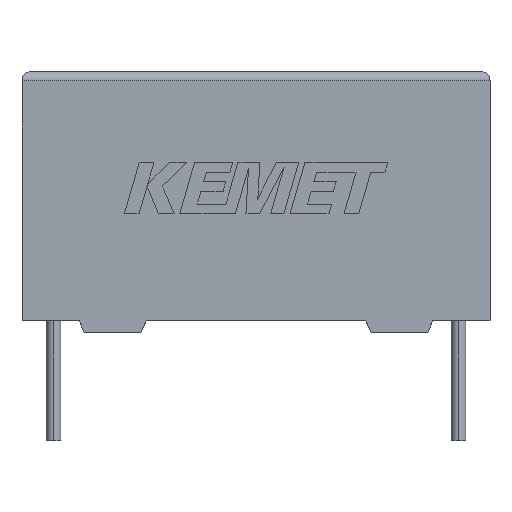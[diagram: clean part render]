
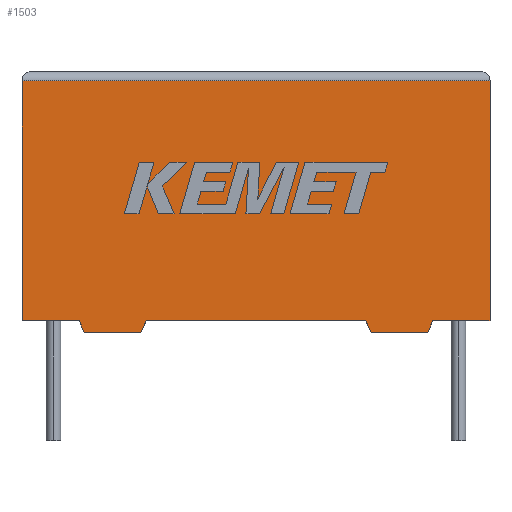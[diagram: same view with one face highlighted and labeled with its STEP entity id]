
A CAD part, top view. The second image highlights one B-rep face of the part: STEP entity #1503.
In plain terms, the highlighted planar face has unit normal (0, 0, 1).
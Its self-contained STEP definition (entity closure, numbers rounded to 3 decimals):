
#3 = VERTEX_POINT ( 'NONE', #1038 ) ;
#96 = CARTESIAN_POINT ( 'NONE',  ( 26., 0., 6.5 ) ) ;
#118 = DIRECTION ( 'NONE',  ( 1., 0., 0. ) ) ;
#186 = ORIENTED_EDGE ( 'NONE', *, *, #1780, .F. ) ;
#255 = EDGE_CURVE ( 'NONE', #1745, #266, #3107, .T. ) ;
#266 = VERTEX_POINT ( 'NONE', #3183 ) ;
#289 = EDGE_CURVE ( 'NONE', #3227, #1745, #2364, .T. ) ;
#301 = CARTESIAN_POINT ( 'NONE',  ( 19.405, -0.652, 6.5 ) ) ;
#303 = VECTOR ( 'NONE', #3120, 1000. ) ;
#360 = DIRECTION ( 'NONE',  ( -1., 0., 0. ) ) ;
#366 = CARTESIAN_POINT ( 'NONE',  ( 3.17, 0., 6.5 ) ) ;
#405 = ORIENTED_EDGE ( 'NONE', *, *, #428, .T. ) ;
#428 = EDGE_CURVE ( 'NONE', #2516, #1552, #2111, .T. ) ;
#458 = LINE ( 'NONE', #366, #1966 ) ;
#468 = VECTOR ( 'NONE', #2146, 1000. ) ;
#573 = LINE ( 'NONE', #1646, #303 ) ;
#607 = CARTESIAN_POINT ( 'NONE',  ( 0., 13.325, 6.5 ) ) ;
#614 = VERTEX_POINT ( 'NONE', #301 ) ;
#699 = EDGE_CURVE ( 'NONE', #3, #3227, #2388, .T. ) ;
#703 = ORIENTED_EDGE ( 'NONE', *, *, #289, .T. ) ;
#742 = LINE ( 'NONE', #3142, #2268 ) ;
#799 = EDGE_CURVE ( 'NONE', #2724, #1246, #573, .T. ) ;
#852 = PLANE ( 'NONE',  #2523 ) ;
#924 = CARTESIAN_POINT ( 'NONE',  ( 0., 13.325, 6.5 ) ) ;
#948 = DIRECTION ( 'NONE',  ( -1., 0., 0. ) ) ;
#963 = CARTESIAN_POINT ( 'NONE',  ( 6.895, 0., 6.5 ) ) ;
#1038 = CARTESIAN_POINT ( 'NONE',  ( 26., 13.325, 6.5 ) ) ;
#1074 = CARTESIAN_POINT ( 'NONE',  ( 22.53, -0.652, 6.5 ) ) ;
#1083 = VERTEX_POINT ( 'NONE', #1214 ) ;
#1093 = DIRECTION ( 'NONE',  ( 0., 0., -1. ) ) ;
#1107 = VERTEX_POINT ( 'NONE', #1972 ) ;
#1116 = VECTOR ( 'NONE', #3066, 1000. ) ;
#1155 = CARTESIAN_POINT ( 'NONE',  ( 22.53, -0.652, 6.5 ) ) ;
#1156 = CARTESIAN_POINT ( 'NONE',  ( 0., 0., 6.5 ) ) ;
#1175 = DIRECTION ( 'NONE',  ( 0.418, -0.909, 0. ) ) ;
#1214 = CARTESIAN_POINT ( 'NONE',  ( 6.595, -0.652, 6.5 ) ) ;
#1218 = LINE ( 'NONE', #3151, #2007 ) ;
#1225 = LINE ( 'NONE', #1155, #1461 ) ;
#1246 = VERTEX_POINT ( 'NONE', #1074 ) ;
#1261 = VECTOR ( 'NONE', #2194, 1000. ) ;
#1262 = EDGE_CURVE ( 'NONE', #2724, #2867, #2285, .T. ) ;
#1337 = LINE ( 'NONE', #2135, #468 ) ;
#1368 = ORIENTED_EDGE ( 'NONE', *, *, #699, .T. ) ;
#1392 = CARTESIAN_POINT ( 'NONE',  ( 0., 0., 6.5 ) ) ;
#1461 = VECTOR ( 'NONE', #948, 1000. ) ;
#1503 = ADVANCED_FACE ( 'NONE', ( #3190 ), #852, .F. ) ;
#1525 = VECTOR ( 'NONE', #2325, 1000. ) ;
#1529 = EDGE_CURVE ( 'NONE', #1083, #2516, #1337, .T. ) ;
#1531 = CARTESIAN_POINT ( 'NONE',  ( 19.405, -0.652, 6.5 ) ) ;
#1552 = VERTEX_POINT ( 'NONE', #2813 ) ;
#1637 = ORIENTED_EDGE ( 'NONE', *, *, #799, .F. ) ;
#1646 = CARTESIAN_POINT ( 'NONE',  ( 22.83, 0., 6.5 ) ) ;
#1742 = EDGE_CURVE ( 'NONE', #1107, #1083, #1218, .T. ) ;
#1745 = VERTEX_POINT ( 'NONE', #1392 ) ;
#1778 = CARTESIAN_POINT ( 'NONE',  ( 22.83, 0., 6.5 ) ) ;
#1780 = EDGE_CURVE ( 'NONE', #614, #1552, #2557, .T. ) ;
#1941 = ORIENTED_EDGE ( 'NONE', *, *, #2824, .F. ) ;
#1966 = VECTOR ( 'NONE', #1175, 1000. ) ;
#1972 = CARTESIAN_POINT ( 'NONE',  ( 3.47, -0.652, 6.5 ) ) ;
#1977 = CARTESIAN_POINT ( 'NONE',  ( 0., 0., 6.5 ) ) ;
#2007 = VECTOR ( 'NONE', #2912, 1000. ) ;
#2093 = DIRECTION ( 'NONE',  ( 1., 0., 0. ) ) ;
#2111 = LINE ( 'NONE', #1977, #2279 ) ;
#2126 = EDGE_CURVE ( 'NONE', #2867, #3, #742, .T. ) ;
#2135 = CARTESIAN_POINT ( 'NONE',  ( 6.595, -0.652, 6.5 ) ) ;
#2146 = DIRECTION ( 'NONE',  ( 0.418, 0.909, 0. ) ) ;
#2152 = DIRECTION ( 'NONE',  ( 0., 1., 0. ) ) ;
#2194 = DIRECTION ( 'NONE',  ( 0., -1., 0. ) ) ;
#2268 = VECTOR ( 'NONE', #2152, 1000. ) ;
#2270 = ORIENTED_EDGE ( 'NONE', *, *, #1529, .T. ) ;
#2279 = VECTOR ( 'NONE', #2519, 1000. ) ;
#2285 = LINE ( 'NONE', #2366, #2490 ) ;
#2305 = EDGE_LOOP ( 'NONE', ( #2962, #1368, #703, #2940, #2721, #2893, #2270, #405, #186, #1941, #1637, #2891 ) ) ;
#2325 = DIRECTION ( 'NONE',  ( -0.418, 0.909, 0. ) ) ;
#2364 = LINE ( 'NONE', #1156, #1261 ) ;
#2366 = CARTESIAN_POINT ( 'NONE',  ( 0., 0., 6.5 ) ) ;
#2381 = CARTESIAN_POINT ( 'NONE',  ( 0., 0., 6.5 ) ) ;
#2388 = LINE ( 'NONE', #607, #1116 ) ;
#2455 = VECTOR ( 'NONE', #2093, 1000. ) ;
#2490 = VECTOR ( 'NONE', #118, 1000. ) ;
#2516 = VERTEX_POINT ( 'NONE', #963 ) ;
#2519 = DIRECTION ( 'NONE',  ( 1., 0., 0. ) ) ;
#2523 = AXIS2_PLACEMENT_3D ( 'NONE', #2381, #1093, #360 ) ;
#2557 = LINE ( 'NONE', #1531, #1525 ) ;
#2721 = ORIENTED_EDGE ( 'NONE', *, *, #3156, .T. ) ;
#2724 = VERTEX_POINT ( 'NONE', #1778 ) ;
#2813 = CARTESIAN_POINT ( 'NONE',  ( 19.105, 0., 6.5 ) ) ;
#2824 = EDGE_CURVE ( 'NONE', #1246, #614, #1225, .T. ) ;
#2867 = VERTEX_POINT ( 'NONE', #96 ) ;
#2891 = ORIENTED_EDGE ( 'NONE', *, *, #1262, .T. ) ;
#2893 = ORIENTED_EDGE ( 'NONE', *, *, #1742, .T. ) ;
#2912 = DIRECTION ( 'NONE',  ( 1., 0., 0. ) ) ;
#2940 = ORIENTED_EDGE ( 'NONE', *, *, #255, .T. ) ;
#2962 = ORIENTED_EDGE ( 'NONE', *, *, #2126, .T. ) ;
#3066 = DIRECTION ( 'NONE',  ( -1., 0., 0. ) ) ;
#3107 = LINE ( 'NONE', #3138, #2455 ) ;
#3120 = DIRECTION ( 'NONE',  ( -0.418, -0.909, 0. ) ) ;
#3138 = CARTESIAN_POINT ( 'NONE',  ( 0., 0., 6.5 ) ) ;
#3142 = CARTESIAN_POINT ( 'NONE',  ( 26., 0., 6.5 ) ) ;
#3151 = CARTESIAN_POINT ( 'NONE',  ( 3.47, -0.652, 6.5 ) ) ;
#3156 = EDGE_CURVE ( 'NONE', #266, #1107, #458, .T. ) ;
#3183 = CARTESIAN_POINT ( 'NONE',  ( 3.17, 0., 6.5 ) ) ;
#3190 = FACE_OUTER_BOUND ( 'NONE', #2305, .T. ) ;
#3227 = VERTEX_POINT ( 'NONE', #924 ) ;
